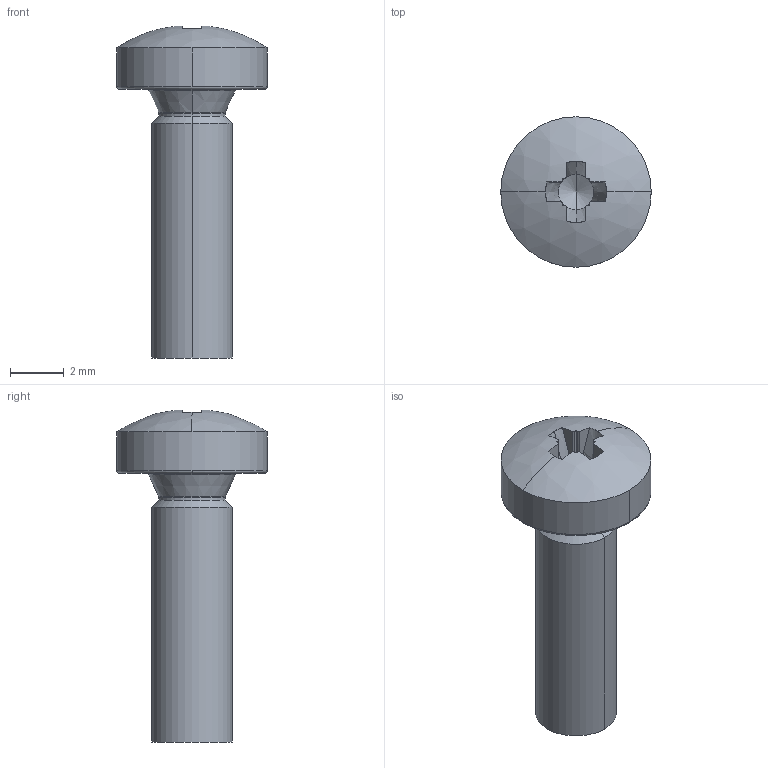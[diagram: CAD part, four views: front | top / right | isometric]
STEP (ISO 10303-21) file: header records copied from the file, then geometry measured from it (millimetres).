
FILE_DESCRIPTION(('STEP AP214'),'1');
FILE_NAME('screw_iso7045-m3x10-4_8-h.stp','2018-10-30T23:05:30',('TraceParts'),('TraceParts S.A.'),'Spatial InterOp 3D',' ',' ');
FILE_SCHEMA(('automotive_design'));
Length unit declared in the file: millimetre
Products named in the file (1): screw_iso7045-m3x10-4_8-h
Bounding box: 5.6 x 5.6 x 12.36 mm (x, y, z)
Volume: 114.6 mm3; surface area: 181.2 mm2
Topology: 1 solids, 1 shells, 62 faces, 174 edges, 113 vertices
Faces by surface type: plane 18, cone 16, cylinder 14, torus 12, sphere 2
Entity records: 2153 total; most frequent: CARTESIAN_POINT 604, ORIENTED_EDGE 344, DIRECTION 324, EDGE_CURVE 172, AXIS2_PLACEMENT_3D 145, VERTEX_POINT 113, CIRCLE 82, EDGE_LOOP 63
